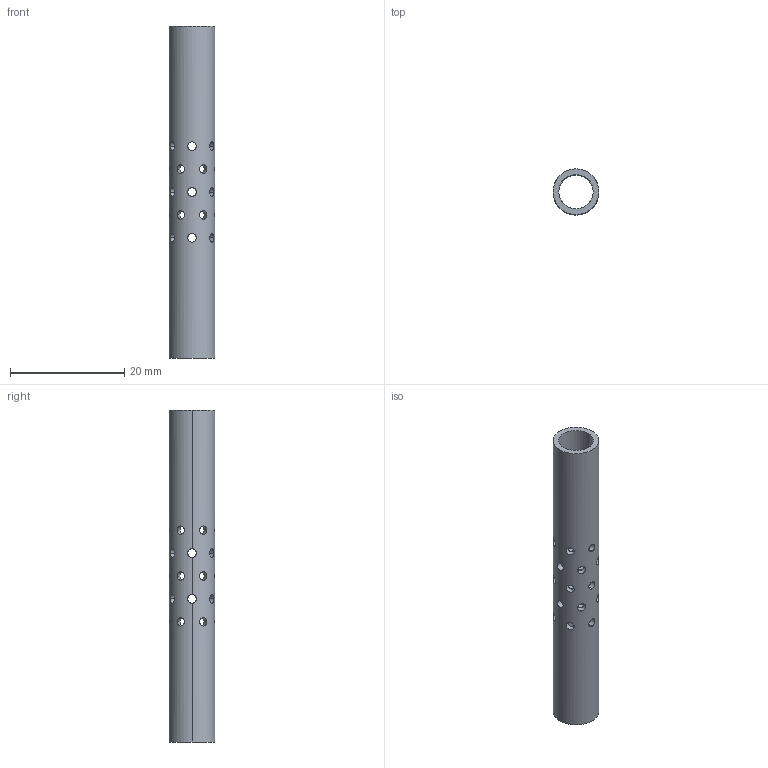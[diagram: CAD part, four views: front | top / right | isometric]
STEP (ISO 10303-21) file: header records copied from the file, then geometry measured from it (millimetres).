
FILE_DESCRIPTION (( 'STEP AP214' ), '1' );
FILE_NAME ('Axe lisse d8 58_Structure.STEP', '2023-09-14T12:51:24', ( '' ), ( '' ), 'SwSTEP 2.0', 'SolidWorks 2023', '' );
FILE_SCHEMA (( 'AUTOMOTIVE_DESIGN' ));
Length unit declared in the file: millimetre
Products named in the file (1): Axe lisse d8 58_Structure
Bounding box: 8 x 8 x 58 mm (x, y, z)
Volume: 1222.2 mm3; surface area: 2631.4 mm2
Topology: 1 solids, 1 shells, 66 faces, 216 edges, 144 vertices
Faces by surface type: cylinder 64, plane 2
Entity records: 3839 total; most frequent: CARTESIAN_POINT 2063, ORIENTED_EDGE 432, DIRECTION 222, EDGE_CURVE 216, VERTEX_POINT 144, B_SPLINE_CURVE_WITH_KNOTS 136, EDGE_LOOP 120, AXIS2_PLACEMENT_3D 75
